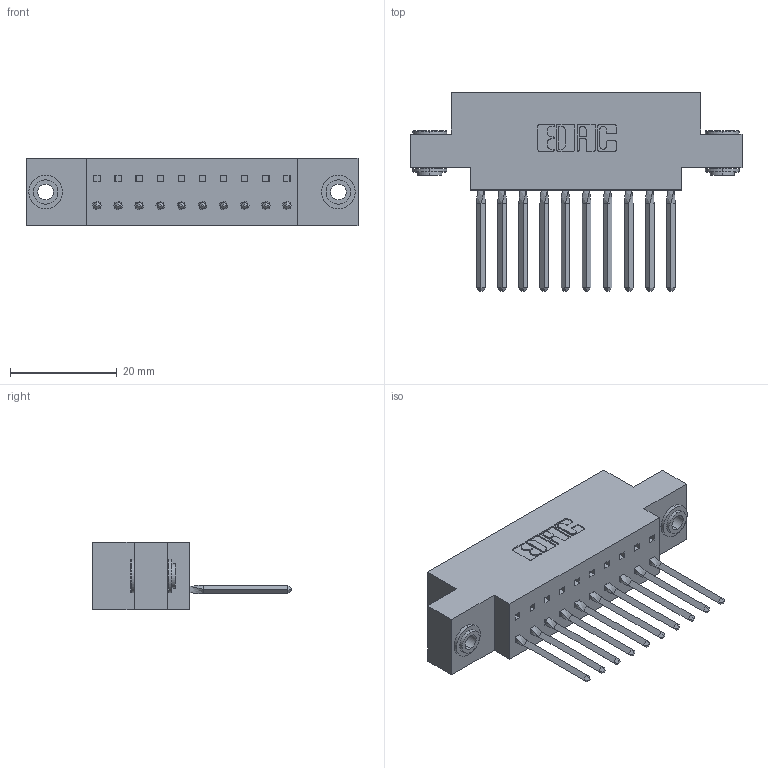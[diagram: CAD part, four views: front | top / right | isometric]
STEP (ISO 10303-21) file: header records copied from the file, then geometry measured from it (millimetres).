
FILE_DESCRIPTION (( 'STEP AP203' ), '1' );
FILE_NAME ('317-010-541-603.STEP', '2020-02-27T13:33:34', ( '' ), ( '' ), 'SwSTEP 2.0', 'SolidWorks 2016', '' );
FILE_SCHEMA (( 'CONFIG_CONTROL_DESIGN' ));
Length unit declared in the file: inch
Products named in the file (4): 317-010-541-603; 345-250-002_345-250-002-102; 317-290-002_541; 317 Part_.156 Dia - TH
Assembly tree (13 placements, depth 2):
  317-010-541-603
    317 Part_.156 Dia - TH
    317-290-002_541  x10
    345-250-002_345-250-002-102  x2
Bounding box: 62.33 x 37.34 x 12.7 mm (x, y, z)
Volume: 9143.5 mm3; surface area: 12068.3 mm2
Topology: 13 solids, 13 shells, 1660 faces, 4691 edges, 3050 vertices
Faces by surface type: plane 1308, cylinder 304, bspline 40, cone 8
Entity records: 20797 total; most frequent: CARTESIAN_POINT 4290, ORIENTED_EDGE 3546, DIRECTION 2931, EDGE_CURVE 1773, LINE 1385, VECTOR 1385, VERTEX_POINT 1172, AXIS2_PLACEMENT_3D 773
